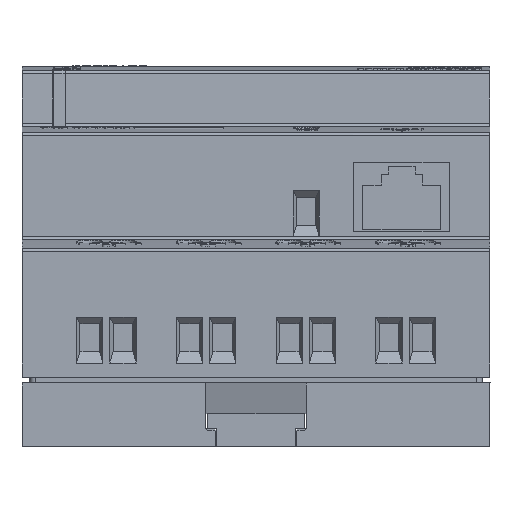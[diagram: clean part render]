
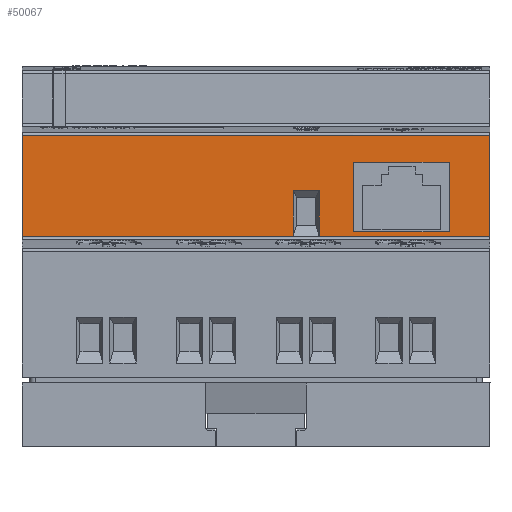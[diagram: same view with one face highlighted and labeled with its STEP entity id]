
A CAD part, front view. The second image highlights one B-rep face of the part: STEP entity #50067.
In plain terms, the highlighted face is planar.
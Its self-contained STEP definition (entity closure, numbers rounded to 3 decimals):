
#594 = CARTESIAN_POINT ( 'NONE',  ( 9.66, 27.1, 34. ) ) ;
#905 = DIRECTION ( 'NONE',  ( -1., 0., 0. ) ) ;
#1012 = DIRECTION ( 'NONE',  ( 0., -1., 0. ) ) ;
#1679 = FACE_BOUND ( 'NONE', #53872, .T. ) ;
#5114 = LINE ( 'NONE', #87087, #52130 ) ;
#6223 = ORIENTED_EDGE ( 'NONE', *, *, #52603, .T. ) ;
#6372 = FACE_BOUND ( 'NONE', #49817, .T. ) ;
#7070 = ORIENTED_EDGE ( 'NONE', *, *, #81075, .T. ) ;
#7530 = DIRECTION ( 'NONE',  ( 1., 0., 0. ) ) ;
#9029 = CARTESIAN_POINT ( 'NONE',  ( 9.66, 34.1, 34. ) ) ;
#9294 = PLANE ( 'NONE',  #71743 ) ;
#9860 = DIRECTION ( 'NONE',  ( 0., 1., 0. ) ) ;
#10075 = EDGE_CURVE ( 'NONE', #43605, #51693, #52512, .T. ) ;
#10243 = CARTESIAN_POINT ( 'NONE',  ( -35.75, 27.81, 34. ) ) ;
#10353 = CARTESIAN_POINT ( 'NONE',  ( 29.51, 42.495, 34. ) ) ;
#10991 = VECTOR ( 'NONE', #30136, 1000. ) ;
#14239 = ORIENTED_EDGE ( 'NONE', *, *, #77985, .T. ) ;
#14382 = LINE ( 'NONE', #87012, #37740 ) ;
#16881 = CARTESIAN_POINT ( 'NONE',  ( -35.75, 34.1, 34. ) ) ;
#17201 = EDGE_CURVE ( 'NONE', #65771, #75795, #66519, .T. ) ;
#18867 = VERTEX_POINT ( 'NONE', #26108 ) ;
#19208 = CARTESIAN_POINT ( 'NONE',  ( 14.91, 42.495, 34. ) ) ;
#19594 = LINE ( 'NONE', #10243, #36521 ) ;
#19705 = LINE ( 'NONE', #10353, #87428 ) ;
#19860 = VERTEX_POINT ( 'NONE', #9029 ) ;
#21093 = VECTOR ( 'NONE', #34211, 1000. ) ;
#21651 = DIRECTION ( 'NONE',  ( 1., 0., 0. ) ) ;
#26108 = CARTESIAN_POINT ( 'NONE',  ( 29.51, 38.41, 34. ) ) ;
#26244 = LINE ( 'NONE', #16881, #39129 ) ;
#26477 = VECTOR ( 'NONE', #21651, 1000. ) ;
#27371 = ORIENTED_EDGE ( 'NONE', *, *, #75245, .T. ) ;
#28593 = LINE ( 'NONE', #19208, #79277 ) ;
#30122 = CARTESIAN_POINT ( 'NONE',  ( 35.75, 42.495, 34. ) ) ;
#30136 = DIRECTION ( 'NONE',  ( 0., -1., 0. ) ) ;
#31008 = CARTESIAN_POINT ( 'NONE',  ( -35.75, 38.41, 34. ) ) ;
#33811 = DIRECTION ( 'NONE',  ( -1., 0., 0. ) ) ;
#33833 = CARTESIAN_POINT ( 'NONE',  ( -35.75, 27.05, 34. ) ) ;
#34211 = DIRECTION ( 'NONE',  ( 0., 1., 0. ) ) ;
#35874 = VECTOR ( 'NONE', #47833, 1000. ) ;
#35919 = ORIENTED_EDGE ( 'NONE', *, *, #55644, .T. ) ;
#36521 = VECTOR ( 'NONE', #905, 1000. ) ;
#37740 = VECTOR ( 'NONE', #77650, 1000. ) ;
#39129 = VECTOR ( 'NONE', #7530, 1000. ) ;
#39384 = EDGE_CURVE ( 'NONE', #64261, #19860, #26244, .T. ) ;
#39441 = CARTESIAN_POINT ( 'NONE',  ( -35.75, 24.822, 34. ) ) ;
#40301 = VERTEX_POINT ( 'NONE', #79210 ) ;
#40318 = LINE ( 'NONE', #31008, #26477 ) ;
#40499 = EDGE_CURVE ( 'NONE', #65639, #66404, #28593, .T. ) ;
#43151 = CARTESIAN_POINT ( 'NONE',  ( -35.75, 42.495, 34. ) ) ;
#43426 = ORIENTED_EDGE ( 'NONE', *, *, #73877, .T. ) ;
#43554 = CARTESIAN_POINT ( 'NONE',  ( 35.75, 42.495, 34. ) ) ;
#43605 = VERTEX_POINT ( 'NONE', #30122 ) ;
#47833 = DIRECTION ( 'NONE',  ( -1., 0., 0. ) ) ;
#48641 = VECTOR ( 'NONE', #33811, 1000. ) ;
#48816 = LINE ( 'NONE', #39441, #10991 ) ;
#49369 = CARTESIAN_POINT ( 'NONE',  ( 14.91, 38.41, 34. ) ) ;
#49817 = EDGE_LOOP ( 'NONE', ( #35919, #27371, #70082, #59905 ) ) ;
#50067 = ADVANCED_FACE ( 'NONE', ( #83558, #1679, #6372 ), #9294, .T. ) ;
#51693 = VERTEX_POINT ( 'NONE', #76302 ) ;
#52130 = VECTOR ( 'NONE', #77722, 1000. ) ;
#52512 = LINE ( 'NONE', #43151, #48641 ) ;
#52603 = EDGE_CURVE ( 'NONE', #19860, #65771, #14382, .T. ) ;
#52909 = LINE ( 'NONE', #43554, #21093 ) ;
#53872 = EDGE_LOOP ( 'NONE', ( #55010, #6223, #61758, #43426 ) ) ;
#55010 = ORIENTED_EDGE ( 'NONE', *, *, #39384, .T. ) ;
#55644 = EDGE_CURVE ( 'NONE', #18867, #76050, #19705, .T. ) ;
#57201 = CARTESIAN_POINT ( 'NONE',  ( -35.75, 27.1, 34. ) ) ;
#57782 = EDGE_CURVE ( 'NONE', #40301, #43605, #52909, .T. ) ;
#57812 = CARTESIAN_POINT ( 'NONE',  ( 29.51, 27.81, 34. ) ) ;
#59905 = ORIENTED_EDGE ( 'NONE', *, *, #83606, .T. ) ;
#60793 = DIRECTION ( 'NONE',  ( 1., 0., 0. ) ) ;
#61758 = ORIENTED_EDGE ( 'NONE', *, *, #17201, .T. ) ;
#64261 = VERTEX_POINT ( 'NONE', #72832 ) ;
#65282 = EDGE_LOOP ( 'NONE', ( #7070, #14239, #68129, #79243 ) ) ;
#65639 = VERTEX_POINT ( 'NONE', #88162 ) ;
#65771 = VERTEX_POINT ( 'NONE', #594 ) ;
#66404 = VERTEX_POINT ( 'NONE', #49369 ) ;
#66519 = LINE ( 'NONE', #57201, #35874 ) ;
#68129 = ORIENTED_EDGE ( 'NONE', *, *, #57782, .T. ) ;
#70082 = ORIENTED_EDGE ( 'NONE', *, *, #40499, .T. ) ;
#70128 = CARTESIAN_POINT ( 'NONE',  ( -35.75, 27.05, 34. ) ) ;
#71743 = AXIS2_PLACEMENT_3D ( 'NONE', #91263, #81908, #72546 ) ;
#72546 = DIRECTION ( 'NONE',  ( 0., -1., 0. ) ) ;
#72832 = CARTESIAN_POINT ( 'NONE',  ( 5.66, 34.1, 34. ) ) ;
#73877 = EDGE_CURVE ( 'NONE', #75795, #64261, #5114, .T. ) ;
#75245 = EDGE_CURVE ( 'NONE', #76050, #65639, #19594, .T. ) ;
#75795 = VERTEX_POINT ( 'NONE', #87108 ) ;
#76050 = VERTEX_POINT ( 'NONE', #57812 ) ;
#76302 = CARTESIAN_POINT ( 'NONE',  ( -35.75, 42.495, 34. ) ) ;
#77650 = DIRECTION ( 'NONE',  ( 0., -1., 0. ) ) ;
#77722 = DIRECTION ( 'NONE',  ( 0., 1., 0. ) ) ;
#77985 = EDGE_CURVE ( 'NONE', #81857, #40301, #88842, .T. ) ;
#78524 = VECTOR ( 'NONE', #60793, 1000. ) ;
#79210 = CARTESIAN_POINT ( 'NONE',  ( 35.75, 27.05, 34. ) ) ;
#79243 = ORIENTED_EDGE ( 'NONE', *, *, #10075, .T. ) ;
#79277 = VECTOR ( 'NONE', #9860, 1000. ) ;
#81075 = EDGE_CURVE ( 'NONE', #51693, #81857, #48816, .T. ) ;
#81857 = VERTEX_POINT ( 'NONE', #33833 ) ;
#81908 = DIRECTION ( 'NONE',  ( 0., 0., 1. ) ) ;
#83558 = FACE_OUTER_BOUND ( 'NONE', #65282, .T. ) ;
#83606 = EDGE_CURVE ( 'NONE', #66404, #18867, #40318, .T. ) ;
#87012 = CARTESIAN_POINT ( 'NONE',  ( 9.66, 42.495, 34. ) ) ;
#87087 = CARTESIAN_POINT ( 'NONE',  ( 5.66, 42.495, 34. ) ) ;
#87108 = CARTESIAN_POINT ( 'NONE',  ( 5.66, 27.1, 34. ) ) ;
#87428 = VECTOR ( 'NONE', #1012, 1000. ) ;
#88162 = CARTESIAN_POINT ( 'NONE',  ( 14.91, 27.81, 34. ) ) ;
#88842 = LINE ( 'NONE', #70128, #78524 ) ;
#91263 = CARTESIAN_POINT ( 'NONE',  ( -35.75, 42.495, 34. ) ) ;
